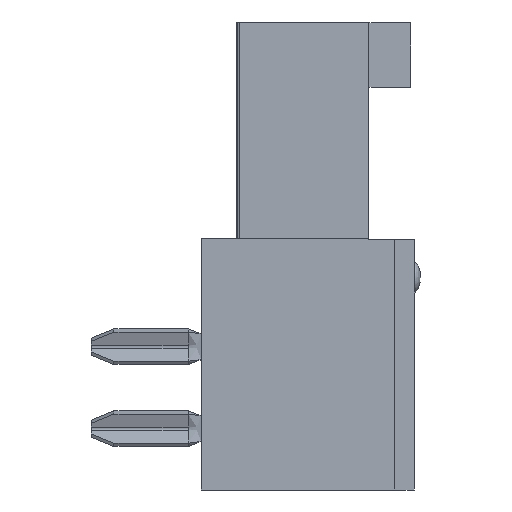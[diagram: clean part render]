
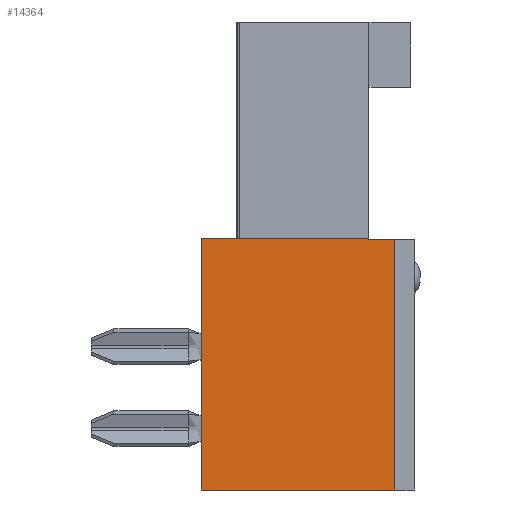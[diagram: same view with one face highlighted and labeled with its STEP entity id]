
A CAD part, left-side view. The second image highlights one B-rep face of the part: STEP entity #14364.
In plain terms, the highlighted planar face has unit normal (-1, 0, 0).
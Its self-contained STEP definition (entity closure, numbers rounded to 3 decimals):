
#3815=ORIENTED_EDGE('',*,*,#4946,.F.);
#3816=ORIENTED_EDGE('',*,*,#6202,.F.);
#3817=ORIENTED_EDGE('',*,*,#4746,.F.);
#3818=ORIENTED_EDGE('',*,*,#4742,.F.);
#3819=ORIENTED_EDGE('',*,*,#4718,.F.);
#3820=ORIENTED_EDGE('',*,*,#4705,.F.);
#4705=EDGE_CURVE('',#6718,#6719,#8076,.T.);
#4718=EDGE_CURVE('',#6719,#6730,#8083,.T.);
#4742=EDGE_CURVE('',#6730,#6749,#8102,.T.);
#4746=EDGE_CURVE('',#6749,#6753,#8106,.T.);
#4946=EDGE_CURVE('',#6925,#6718,#8281,.T.);
#6202=EDGE_CURVE('',#6753,#6925,#9447,.T.);
#6718=VERTEX_POINT('',#19615);
#6719=VERTEX_POINT('',#19617);
#6730=VERTEX_POINT('',#19643);
#6749=VERTEX_POINT('',#19684);
#6753=VERTEX_POINT('',#19698);
#6925=VERTEX_POINT('',#20089);
#8076=LINE('',#19616,#9885);
#8083=LINE('',#19642,#9892);
#8102=LINE('',#19691,#9911);
#8106=LINE('',#19697,#9915);
#8281=LINE('',#20090,#10090);
#9447=LINE('',#22870,#11256);
#9885=VECTOR('',#15796,1000.);
#9892=VECTOR('',#15819,1000.);
#9911=VECTOR('',#15852,1000.);
#9915=VECTOR('',#15860,1000.);
#10090=VECTOR('',#16125,1000.);
#11256=VECTOR('',#18571,1000.);
#12171=EDGE_LOOP('',(#3815,#3816,#3817,#3818,#3819,#3820));
#13006=FACE_BOUND('',#12171,.T.);
#13667=PLANE('',#15340);
#14364=ADVANCED_FACE('',(#13006),#13667,.F.);
#15340=AXIS2_PLACEMENT_3D('',#22871,#18572,#18573);
#15796=DIRECTION('',(0.,0.,1.));
#15819=DIRECTION('',(0.,-1.,0.));
#15852=DIRECTION('',(0.,0.,-1.));
#15860=DIRECTION('',(0.,-1.,0.));
#16125=DIRECTION('',(0.,1.,0.));
#18571=DIRECTION('',(0.,0.,-1.));
#18572=DIRECTION('',(1.,0.,0.));
#18573=DIRECTION('',(0.,0.,-1.));
#19615=CARTESIAN_POINT('',(-20.435,3.3,-3.9));
#19616=CARTESIAN_POINT('',(-20.435,3.3,-3.9));
#19617=CARTESIAN_POINT('',(-20.435,3.3,3.9));
#19642=CARTESIAN_POINT('',(-20.435,3.3,3.9));
#19643=CARTESIAN_POINT('',(-20.435,-1.9,3.9));
#19684=CARTESIAN_POINT('',(-20.435,-1.9,3.85));
#19691=CARTESIAN_POINT('',(-20.435,-1.9,3.9));
#19697=CARTESIAN_POINT('',(-20.435,-1.9,3.85));
#19698=CARTESIAN_POINT('',(-20.435,-2.7,3.85));
#20089=CARTESIAN_POINT('',(-20.435,-2.7,-3.9));
#20090=CARTESIAN_POINT('',(-20.435,-2.7,-3.9));
#22870=CARTESIAN_POINT('',(-20.435,-2.7,3.85));
#22871=CARTESIAN_POINT('',(-20.435,0.,0.));
